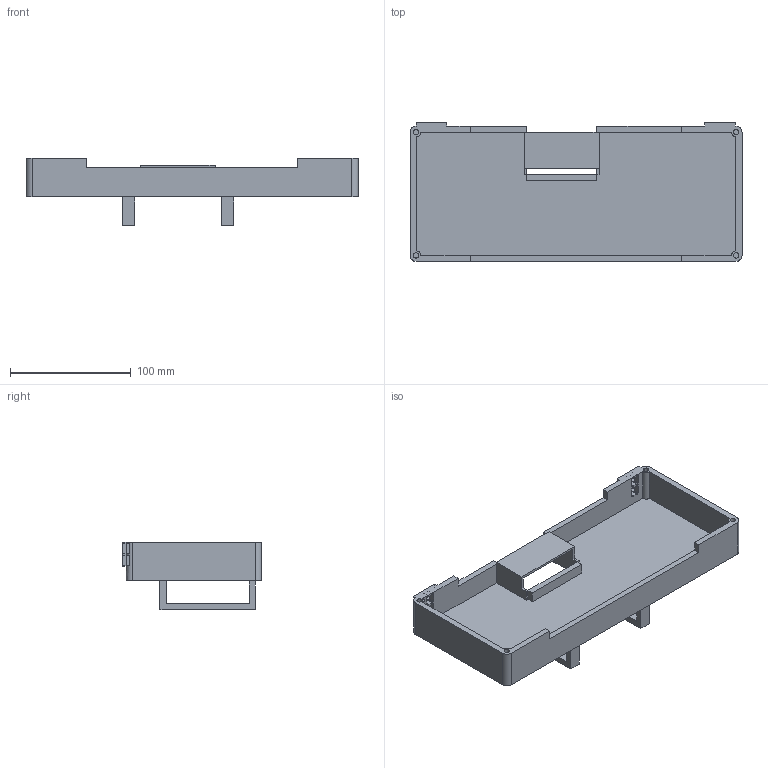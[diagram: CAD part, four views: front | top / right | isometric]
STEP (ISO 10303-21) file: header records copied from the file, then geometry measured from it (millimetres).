
FILE_DESCRIPTION(/* description */ (''),/* implementation_level */ '2;1');
FILE_NAME(/* name */ 'Bottom plate.step',/* time_stamp */ '2025-08-05T19:26:51-06:00',/* author */ (''),/* organization */ (''),/* preprocessor_version */ 'ST-DEVELOPER v20.1',/* originating_system */ 'Autodesk Translation Framework v14.10.0.0',/* authorisation */ '');
FILE_SCHEMA (('AUTOMOTIVE_DESIGN { 1 0 10303 214 3 1 1 }'));
Length unit declared in the file: millimetre
Products named in the file (1): FusionComponent
Bounding box: 274.9 x 115 x 56 mm (x, y, z)
Volume: 241772.9 mm3; surface area: 111184.1 mm2
Topology: 1 solids, 1 shells, 201 faces, 539 edges, 336 vertices
Faces by surface type: plane 173, cylinder 28
Full cylindrical faces by diameter (mm): 4.45 x4
Entity records: 6214 total; most frequent: ORIENTED_EDGE 1078, CARTESIAN_POINT 1077, DIRECTION 1039, EDGE_CURVE 539, LINE 443, VECTOR 443, VERTEX_POINT 336, AXIS2_PLACEMENT_3D 298
